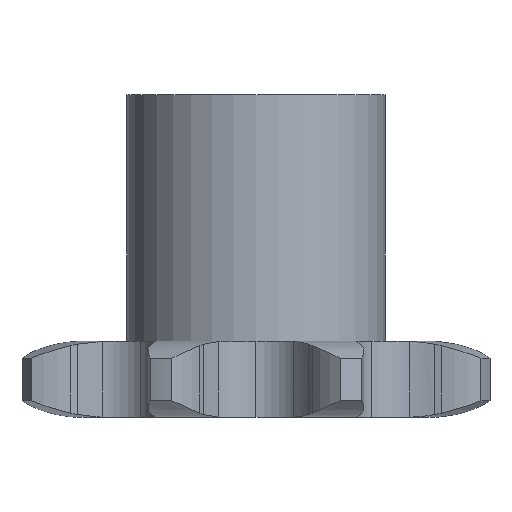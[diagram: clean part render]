
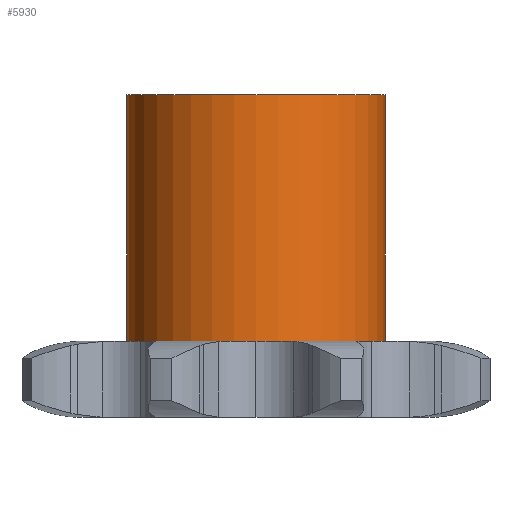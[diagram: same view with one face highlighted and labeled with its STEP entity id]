
A CAD part, front view. The second image highlights one B-rep face of the part: STEP entity #5930.
In plain terms, the highlighted cylindrical face has radius 10 mm (diameter 20 mm), a full revolution.
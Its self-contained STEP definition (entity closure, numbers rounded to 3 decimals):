
#470 = PLANE('',#471);
#471 = AXIS2_PLACEMENT_3D('',#472,#473,#474);
#472 = CARTESIAN_POINT('',(0.,0.,5.9));
#473 = DIRECTION('',(-0.,-0.,-1.));
#474 = DIRECTION('',(-1.,0.,0.));
#1702 = EDGE_CURVE('',#1703,#1703,#1705,.T.);
#1703 = VERTEX_POINT('',#1704);
#1704 = CARTESIAN_POINT('',(10.,0.,5.9));
#1705 = SURFACE_CURVE('',#1706,(#1711,#1718),.PCURVE_S1.);
#1706 = CIRCLE('',#1707,10.);
#1707 = AXIS2_PLACEMENT_3D('',#1708,#1709,#1710);
#1708 = CARTESIAN_POINT('',(0.,0.,5.9));
#1709 = DIRECTION('',(0.,0.,-1.));
#1710 = DIRECTION('',(1.,0.,0.));
#1711 = PCURVE('',#470,#1712);
#1712 = DEFINITIONAL_REPRESENTATION('',(#1713),#1717);
#1713 = CIRCLE('',#1714,10.);
#1714 = AXIS2_PLACEMENT_2D('',#1715,#1716);
#1715 = CARTESIAN_POINT('',(0.,0.));
#1716 = DIRECTION('',(-1.,0.));
#1717 = ( GEOMETRIC_REPRESENTATION_CONTEXT(2) 
PARAMETRIC_REPRESENTATION_CONTEXT() REPRESENTATION_CONTEXT('2D SPACE',''
  ) );
#1718 = PCURVE('',#1719,#1724);
#1719 = CYLINDRICAL_SURFACE('',#1720,10.);
#1720 = AXIS2_PLACEMENT_3D('',#1721,#1722,#1723);
#1721 = CARTESIAN_POINT('',(0.,0.,0.));
#1722 = DIRECTION('',(-0.,-0.,-1.));
#1723 = DIRECTION('',(1.,0.,0.));
#1724 = DEFINITIONAL_REPRESENTATION('',(#1725),#1729);
#1725 = LINE('',#1726,#1727);
#1726 = CARTESIAN_POINT('',(-6.283,-5.9));
#1727 = VECTOR('',#1728,1.);
#1728 = DIRECTION('',(1.,-0.));
#1729 = ( GEOMETRIC_REPRESENTATION_CONTEXT(2) 
PARAMETRIC_REPRESENTATION_CONTEXT() REPRESENTATION_CONTEXT('2D SPACE',''
  ) );
#5930 = ADVANCED_FACE('',(#5931),#1719,.T.);
#5931 = FACE_BOUND('',#5932,.F.);
#5932 = EDGE_LOOP('',(#5933,#5934,#5957,#5984));
#5933 = ORIENTED_EDGE('',*,*,#1702,.T.);
#5934 = ORIENTED_EDGE('',*,*,#5935,.T.);
#5935 = EDGE_CURVE('',#1703,#5936,#5938,.T.);
#5936 = VERTEX_POINT('',#5937);
#5937 = CARTESIAN_POINT('',(10.,0.,25.));
#5938 = SEAM_CURVE('',#5939,(#5943,#5950),.PCURVE_S1.);
#5939 = LINE('',#5940,#5941);
#5940 = CARTESIAN_POINT('',(10.,0.,0.));
#5941 = VECTOR('',#5942,1.);
#5942 = DIRECTION('',(0.,0.,1.));
#5943 = PCURVE('',#1719,#5944);
#5944 = DEFINITIONAL_REPRESENTATION('',(#5945),#5949);
#5945 = LINE('',#5946,#5947);
#5946 = CARTESIAN_POINT('',(-6.283,0.));
#5947 = VECTOR('',#5948,1.);
#5948 = DIRECTION('',(-0.,-1.));
#5949 = ( GEOMETRIC_REPRESENTATION_CONTEXT(2) 
PARAMETRIC_REPRESENTATION_CONTEXT() REPRESENTATION_CONTEXT('2D SPACE',''
  ) );
#5950 = PCURVE('',#1719,#5951);
#5951 = DEFINITIONAL_REPRESENTATION('',(#5952),#5956);
#5952 = LINE('',#5953,#5954);
#5953 = CARTESIAN_POINT('',(-0.,0.));
#5954 = VECTOR('',#5955,1.);
#5955 = DIRECTION('',(-0.,-1.));
#5956 = ( GEOMETRIC_REPRESENTATION_CONTEXT(2) 
PARAMETRIC_REPRESENTATION_CONTEXT() REPRESENTATION_CONTEXT('2D SPACE',''
  ) );
#5957 = ORIENTED_EDGE('',*,*,#5958,.T.);
#5958 = EDGE_CURVE('',#5936,#5936,#5959,.T.);
#5959 = SURFACE_CURVE('',#5960,(#5965,#5972),.PCURVE_S1.);
#5960 = CIRCLE('',#5961,10.);
#5961 = AXIS2_PLACEMENT_3D('',#5962,#5963,#5964);
#5962 = CARTESIAN_POINT('',(0.,0.,25.));
#5963 = DIRECTION('',(0.,0.,1.));
#5964 = DIRECTION('',(1.,0.,0.));
#5965 = PCURVE('',#1719,#5966);
#5966 = DEFINITIONAL_REPRESENTATION('',(#5967),#5971);
#5967 = LINE('',#5968,#5969);
#5968 = CARTESIAN_POINT('',(-0.,-25.));
#5969 = VECTOR('',#5970,1.);
#5970 = DIRECTION('',(-1.,0.));
#5971 = ( GEOMETRIC_REPRESENTATION_CONTEXT(2) 
PARAMETRIC_REPRESENTATION_CONTEXT() REPRESENTATION_CONTEXT('2D SPACE',''
  ) );
#5972 = PCURVE('',#5973,#5978);
#5973 = PLANE('',#5974);
#5974 = AXIS2_PLACEMENT_3D('',#5975,#5976,#5977);
#5975 = CARTESIAN_POINT('',(0.,0.,25.)
  );
#5976 = DIRECTION('',(0.,0.,1.));
#5977 = DIRECTION('',(1.,0.,0.));
#5978 = DEFINITIONAL_REPRESENTATION('',(#5979),#5983);
#5979 = CIRCLE('',#5980,10.);
#5980 = AXIS2_PLACEMENT_2D('',#5981,#5982);
#5981 = CARTESIAN_POINT('',(0.,0.));
#5982 = DIRECTION('',(1.,0.));
#5983 = ( GEOMETRIC_REPRESENTATION_CONTEXT(2) 
PARAMETRIC_REPRESENTATION_CONTEXT() REPRESENTATION_CONTEXT('2D SPACE',''
  ) );
#5984 = ORIENTED_EDGE('',*,*,#5935,.F.);
